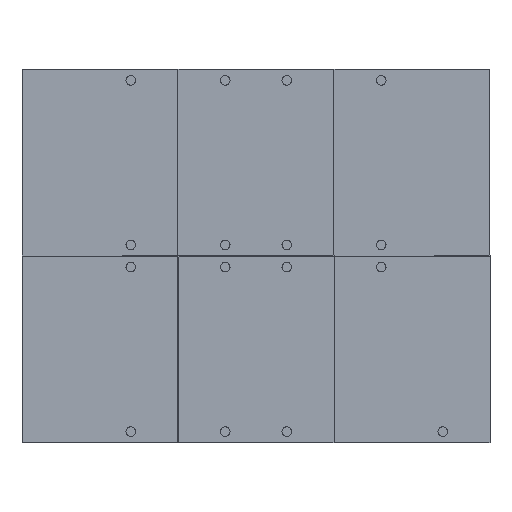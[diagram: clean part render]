
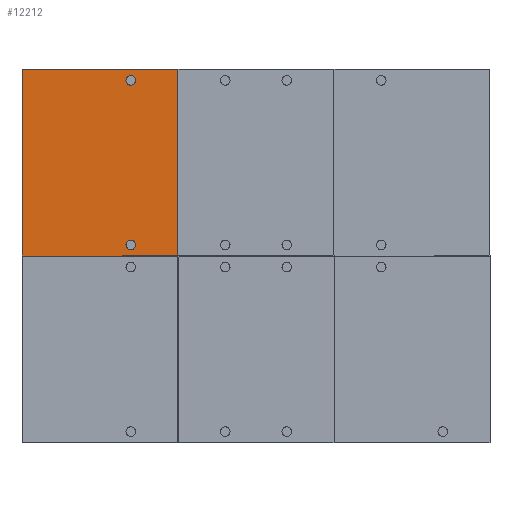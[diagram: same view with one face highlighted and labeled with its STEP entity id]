
A CAD part, front view. The second image highlights one B-rep face of the part: STEP entity #12212.
In plain terms, the highlighted planar face has unit normal (0, -1, 0).
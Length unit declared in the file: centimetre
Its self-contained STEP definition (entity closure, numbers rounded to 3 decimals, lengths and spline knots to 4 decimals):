
#138=LINE('',#18668,#1155);
#141=LINE('',#18676,#1158);
#142=LINE('',#18678,#1159);
#143=LINE('',#18679,#1160);
#1155=VECTOR('',#14762,1.);
#1158=VECTOR('',#14769,1.);
#1159=VECTOR('',#14770,1.);
#1160=VECTOR('',#14771,1.);
#2129=PLANE('',#13088);
#2636=FACE_BOUND('',#3916,.T.);
#2637=FACE_BOUND('',#3917,.T.);
#3066=FACE_OUTER_BOUND('',#3915,.T.);
#3915=EDGE_LOOP('',(#8788,#8789,#8790,#8791));
#3916=EDGE_LOOP('',(#8792));
#3917=EDGE_LOOP('',(#8793));
#5004=CIRCLE('',#12947,0.26);
#5006=CIRCLE('',#12951,0.26);
#5644=VERTEX_POINT('',#18303);
#5646=VERTEX_POINT('',#18309);
#5781=VERTEX_POINT('',#18664);
#5783=VERTEX_POINT('',#18667);
#5786=VERTEX_POINT('',#18675);
#5787=VERTEX_POINT('',#18677);
#6874=EDGE_CURVE('',#5644,#5644,#5004,.T.);
#6876=EDGE_CURVE('',#5646,#5646,#5006,.T.);
#7032=EDGE_CURVE('',#5783,#5781,#138,.T.);
#7036=EDGE_CURVE('',#5786,#5783,#141,.T.);
#7037=EDGE_CURVE('',#5781,#5787,#142,.T.);
#7038=EDGE_CURVE('',#5787,#5786,#143,.T.);
#8788=ORIENTED_EDGE('',*,*,#7036,.T.);
#8789=ORIENTED_EDGE('',*,*,#7032,.T.);
#8790=ORIENTED_EDGE('',*,*,#7037,.T.);
#8791=ORIENTED_EDGE('',*,*,#7038,.T.);
#8792=ORIENTED_EDGE('',*,*,#6874,.T.);
#8793=ORIENTED_EDGE('',*,*,#6876,.T.);
#12212=ADVANCED_FACE('',(#3066,#2636,#2637),#2129,.T.);
#12947=AXIS2_PLACEMENT_3D('',#18304,#14397,#14398);
#12951=AXIS2_PLACEMENT_3D('',#18310,#14405,#14406);
#13088=AXIS2_PLACEMENT_3D('',#18674,#14767,#14768);
#14397=DIRECTION('center_axis',(0.,1.,0.));
#14398=DIRECTION('ref_axis',(1.,0.,0.));
#14405=DIRECTION('center_axis',(0.,1.,0.));
#14406=DIRECTION('ref_axis',(1.,0.,0.));
#14762=DIRECTION('',(0.,0.,1.));
#14767=DIRECTION('center_axis',(0.,-1.,0.));
#14768=DIRECTION('ref_axis',(0.,0.,-1.));
#14769=DIRECTION('',(1.,0.,0.));
#14770=DIRECTION('',(-1.,0.,0.));
#14771=DIRECTION('',(0.,0.,-1.));
#18303=CARTESIAN_POINT('',(1.406,-0.12,4.452));
#18304=CARTESIAN_POINT('Origin',(1.666,-0.12,4.452));
#18309=CARTESIAN_POINT('',(1.406,-0.12,-4.452));
#18310=CARTESIAN_POINT('Origin',(1.666,-0.12,-4.452));
#18664=CARTESIAN_POINT('',(4.222,-0.12,5.055));
#18667=CARTESIAN_POINT('',(4.222,-0.12,-5.055));
#18668=CARTESIAN_POINT('',(4.222,-0.12,5.055));
#18674=CARTESIAN_POINT('Origin',(0.,-0.12,0.));
#18675=CARTESIAN_POINT('',(-4.222,-0.12,-5.055));
#18676=CARTESIAN_POINT('',(4.222,-0.12,-5.055));
#18677=CARTESIAN_POINT('',(-4.222,-0.12,5.055));
#18678=CARTESIAN_POINT('',(-4.222,-0.12,5.055));
#18679=CARTESIAN_POINT('',(-4.222,-0.12,-5.055));
